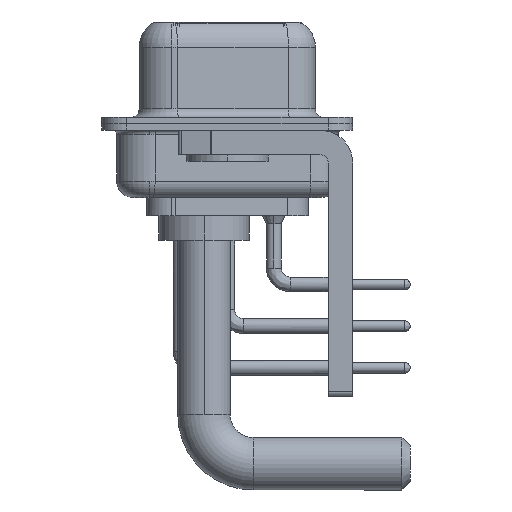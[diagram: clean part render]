
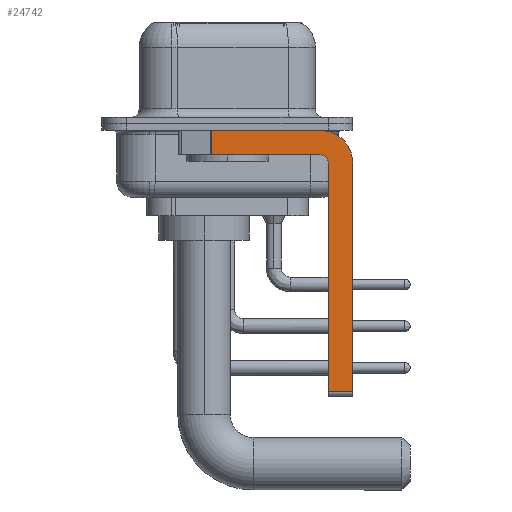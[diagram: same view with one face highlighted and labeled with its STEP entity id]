
A CAD part, left-side view. The second image highlights one B-rep face of the part: STEP entity #24742.
In plain terms, the highlighted planar face has unit normal (-1, 0, 0).
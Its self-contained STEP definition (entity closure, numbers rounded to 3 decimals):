
#68 = CARTESIAN_POINT ( 'NONE',  ( -2.9, -7.65, -2.4 ) ) ;
#354 = CARTESIAN_POINT ( 'NONE',  ( -2.9, -7.65, -2.4 ) ) ;
#973 = DIRECTION ( 'NONE',  ( 0., -1., 0. ) ) ;
#1190 = VECTOR ( 'NONE', #14670, 1000. ) ;
#1501 = EDGE_CURVE ( 'NONE', #21886, #7335, #12734, .T. ) ;
#1568 = LINE ( 'NONE', #6009, #3404 ) ;
#3169 = CARTESIAN_POINT ( 'NONE',  ( -2.9, -5.65, -16.35 ) ) ;
#3404 = VECTOR ( 'NONE', #973, 1000. ) ;
#3678 = CARTESIAN_POINT ( 'NONE',  ( -2.9, -5.65, -2.4 ) ) ;
#4017 = DIRECTION ( 'NONE',  ( -1., 0., 0. ) ) ;
#4204 = FACE_OUTER_BOUND ( 'NONE', #16191, .T. ) ;
#4838 = VERTEX_POINT ( 'NONE', #21577 ) ;
#5255 = DIRECTION ( 'NONE',  ( 0., 0., -1. ) ) ;
#5782 = ORIENTED_EDGE ( 'NONE', *, *, #7579, .T. ) ;
#5885 = CARTESIAN_POINT ( 'NONE',  ( -2.9, -5.65, -1.9 ) ) ;
#6009 = CARTESIAN_POINT ( 'NONE',  ( -2.9, 3., -0.4 ) ) ;
#6119 = DIRECTION ( 'NONE',  ( 0., 0., -1. ) ) ;
#6201 = DIRECTION ( 'NONE',  ( 1., 0., 0. ) ) ;
#6798 = AXIS2_PLACEMENT_3D ( 'NONE', #3678, #22385, #6119 ) ;
#7335 = VERTEX_POINT ( 'NONE', #11918 ) ;
#7351 = DIRECTION ( 'NONE',  ( 0., 0., -1. ) ) ;
#7579 = EDGE_CURVE ( 'NONE', #17544, #7335, #29209, .T. ) ;
#8906 = DIRECTION ( 'NONE',  ( 0., 0., 1. ) ) ;
#8944 = DIRECTION ( 'NONE',  ( 0., 0., -1. ) ) ;
#10194 = LINE ( 'NONE', #3169, #13649 ) ;
#10731 = CARTESIAN_POINT ( 'NONE',  ( -2.9, 0.978, -0.4 ) ) ;
#11188 = AXIS2_PLACEMENT_3D ( 'NONE', #22713, #4017, #8906 ) ;
#11223 = EDGE_CURVE ( 'NONE', #17544, #4838, #1568, .T. ) ;
#11326 = EDGE_CURVE ( 'NONE', #18951, #21886, #27194, .T. ) ;
#11483 = CARTESIAN_POINT ( 'NONE',  ( -2.9, -7.65, -16.35 ) ) ;
#11918 = CARTESIAN_POINT ( 'NONE',  ( -2.9, 0.978, -1.9 ) ) ;
#12289 = ORIENTED_EDGE ( 'NONE', *, *, #13469, .T. ) ;
#12734 = LINE ( 'NONE', #5885, #24354 ) ;
#13202 = CARTESIAN_POINT ( 'NONE',  ( -2.9, -5.65, -2.4 ) ) ;
#13328 = ORIENTED_EDGE ( 'NONE', *, *, #27386, .F. ) ;
#13469 = EDGE_CURVE ( 'NONE', #24485, #25926, #10194, .T. ) ;
#13490 = PLANE ( 'NONE',  #19942 ) ;
#13649 = VECTOR ( 'NONE', #19286, 1000. ) ;
#14549 = ORIENTED_EDGE ( 'NONE', *, *, #23582, .F. ) ;
#14670 = DIRECTION ( 'NONE',  ( 0., 0., 1. ) ) ;
#15991 = ORIENTED_EDGE ( 'NONE', *, *, #11326, .F. ) ;
#16191 = EDGE_LOOP ( 'NONE', ( #22431, #5782, #24658, #15991, #13328, #12289, #27928, #14549 ) ) ;
#16945 = CARTESIAN_POINT ( 'NONE',  ( -2.9, -6.15, -16.6 ) ) ;
#17273 = VECTOR ( 'NONE', #5255, 1000. ) ;
#17382 = EDGE_CURVE ( 'NONE', #29489, #25926, #21214, .T. ) ;
#17481 = CARTESIAN_POINT ( 'NONE',  ( -2.9, 0.978, -1.9 ) ) ;
#17544 = VERTEX_POINT ( 'NONE', #10731 ) ;
#18951 = VERTEX_POINT ( 'NONE', #20018 ) ;
#19214 = LINE ( 'NONE', #16945, #1190 ) ;
#19286 = DIRECTION ( 'NONE',  ( 0., -1., 0. ) ) ;
#19942 = AXIS2_PLACEMENT_3D ( 'NONE', #13202, #6201, #8944 ) ;
#20018 = CARTESIAN_POINT ( 'NONE',  ( -2.9, -6.15, -2.4 ) ) ;
#21214 = LINE ( 'NONE', #354, #17273 ) ;
#21267 = CARTESIAN_POINT ( 'NONE',  ( -2.9, -6.15, -16.35 ) ) ;
#21577 = CARTESIAN_POINT ( 'NONE',  ( -2.9, -5.65, -0.4 ) ) ;
#21886 = VERTEX_POINT ( 'NONE', #24259 ) ;
#21983 = DIRECTION ( 'NONE',  ( 0., 1., 0. ) ) ;
#22385 = DIRECTION ( 'NONE',  ( 1., 0., 0. ) ) ;
#22431 = ORIENTED_EDGE ( 'NONE', *, *, #11223, .F. ) ;
#22713 = CARTESIAN_POINT ( 'NONE',  ( -2.9, -5.65, -2.4 ) ) ;
#23582 = EDGE_CURVE ( 'NONE', #4838, #29489, #25751, .T. ) ;
#24259 = CARTESIAN_POINT ( 'NONE',  ( -2.9, -5.65, -1.9 ) ) ;
#24354 = VECTOR ( 'NONE', #21983, 1000. ) ;
#24485 = VERTEX_POINT ( 'NONE', #21267 ) ;
#24658 = ORIENTED_EDGE ( 'NONE', *, *, #1501, .F. ) ;
#24742 = ADVANCED_FACE ( 'NONE', ( #4204 ), #13490, .F. ) ;
#25751 = CIRCLE ( 'NONE', #6798, 2. ) ;
#25926 = VERTEX_POINT ( 'NONE', #11483 ) ;
#27194 = CIRCLE ( 'NONE', #11188, 0.5 ) ;
#27386 = EDGE_CURVE ( 'NONE', #24485, #18951, #19214, .T. ) ;
#27928 = ORIENTED_EDGE ( 'NONE', *, *, #17382, .F. ) ;
#29209 = LINE ( 'NONE', #17481, #29516 ) ;
#29489 = VERTEX_POINT ( 'NONE', #68 ) ;
#29516 = VECTOR ( 'NONE', #7351, 1000. ) ;
